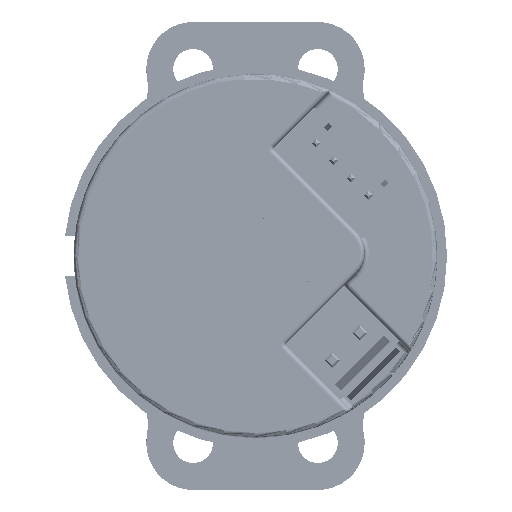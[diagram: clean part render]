
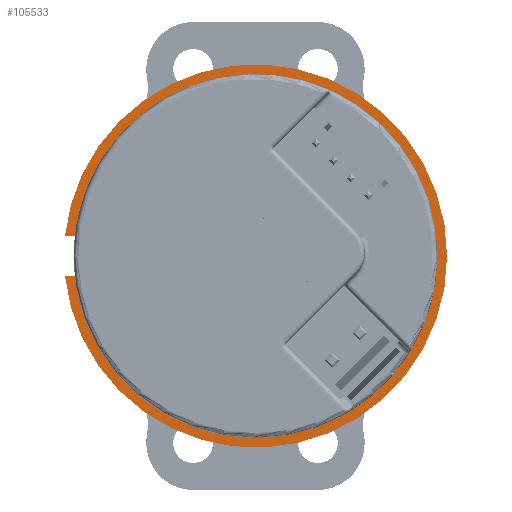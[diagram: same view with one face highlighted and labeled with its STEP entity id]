
A CAD part, front view. The second image highlights one B-rep face of the part: STEP entity #105533.
In plain terms, the highlighted face is planar.
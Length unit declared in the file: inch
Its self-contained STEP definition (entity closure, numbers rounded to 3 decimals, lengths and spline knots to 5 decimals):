
#9654 = VERTEX_POINT ( 'NONE', #129772 ) ;
#10297 = DIRECTION ( 'NONE',  ( 1., 0., 0. ) ) ;
#18124 = LINE ( 'NONE', #140287, #154266 ) ;
#24216 = AXIS2_PLACEMENT_3D ( 'NONE', #30144, #91238, #76166 ) ;
#27784 = CARTESIAN_POINT ( 'NONE',  ( 0.70427, 0.07874, 1.96063 ) ) ;
#30144 = CARTESIAN_POINT ( 'NONE',  ( 0., 0., 1.96063 ) ) ;
#36984 = DIRECTION ( 'NONE',  ( -1., 0., 0. ) ) ;
#38238 = CARTESIAN_POINT ( 'NONE',  ( 0., 0., 1.96063 ) ) ;
#40486 = CARTESIAN_POINT ( 'NONE',  ( -0.76772, 0., 1.96063 ) ) ;
#40733 = VERTEX_POINT ( 'NONE', #164221 ) ;
#44924 = CIRCLE ( 'NONE', #76796, 0.76772 ) ;
#48281 = PLANE ( 'NONE',  #64197 ) ;
#50024 = EDGE_LOOP ( 'NONE', ( #142498, #161383, #146971, #96712, #55073, #192552 ) ) ;
#50053 = DIRECTION ( 'NONE',  ( 0., 0., -1. ) ) ;
#51097 = CARTESIAN_POINT ( 'NONE',  ( 0., 0., 1.96063 ) ) ;
#52005 = CARTESIAN_POINT ( 'NONE',  ( 0., 0., 1.96063 ) ) ;
#52198 = FACE_OUTER_BOUND ( 'NONE', #50024, .T. ) ;
#53046 = CIRCLE ( 'NONE', #168335, 0.76772 ) ;
#55073 = ORIENTED_EDGE ( 'NONE', *, *, #93973, .F. ) ;
#62907 = EDGE_CURVE ( 'NONE', #110205, #159949, #18124, .T. ) ;
#64197 = AXIS2_PLACEMENT_3D ( 'NONE', #113339, #109402, #64244 ) ;
#64244 = DIRECTION ( 'NONE',  ( -1., 0., 0. ) ) ;
#67029 = VERTEX_POINT ( 'NONE', #40486 ) ;
#74290 = CARTESIAN_POINT ( 'NONE',  ( 0.76367, 0.07874, 1.96063 ) ) ;
#76166 = DIRECTION ( 'NONE',  ( -1., 0., 0. ) ) ;
#76796 = AXIS2_PLACEMENT_3D ( 'NONE', #38238, #99346, #125525 ) ;
#91238 = DIRECTION ( 'NONE',  ( 0., 0., -1. ) ) ;
#93973 = EDGE_CURVE ( 'NONE', #96248, #67029, #53046, .T. ) ;
#96248 = VERTEX_POINT ( 'NONE', #121149 ) ;
#96712 = ORIENTED_EDGE ( 'NONE', *, *, #104673, .F. ) ;
#99346 = DIRECTION ( 'NONE',  ( 0., 0., -1. ) ) ;
#99441 = CARTESIAN_POINT ( 'NONE',  ( 0.70427, -0.07874, 1.96063 ) ) ;
#101009 = CIRCLE ( 'NONE', #24216, 0.70866 ) ;
#101399 = LINE ( 'NONE', #99441, #195611 ) ;
#104673 = EDGE_CURVE ( 'NONE', #67029, #110205, #44924, .T. ) ;
#105533 = ADVANCED_FACE ( 'NONE', ( #52198 ), #48281, .F. ) ;
#106964 = EDGE_CURVE ( 'NONE', #40733, #159949, #128594, .T. ) ;
#108259 = DIRECTION ( 'NONE',  ( -1., 0., 0. ) ) ;
#109402 = DIRECTION ( 'NONE',  ( 0., 0., -1. ) ) ;
#110205 = VERTEX_POINT ( 'NONE', #74290 ) ;
#113339 = CARTESIAN_POINT ( 'NONE',  ( 0.76772, 0., 1.96063 ) ) ;
#121149 = CARTESIAN_POINT ( 'NONE',  ( 0.76367, -0.07874, 1.96063 ) ) ;
#125525 = DIRECTION ( 'NONE',  ( -1., 0., 0. ) ) ;
#128594 = CIRCLE ( 'NONE', #195648, 0.70866 ) ;
#129772 = CARTESIAN_POINT ( 'NONE',  ( 0.70427, -0.07874, 1.96063 ) ) ;
#137948 = EDGE_CURVE ( 'NONE', #9654, #40733, #101009, .T. ) ;
#139300 = DIRECTION ( 'NONE',  ( -1., 0., 0. ) ) ;
#140287 = CARTESIAN_POINT ( 'NONE',  ( 0.70427, 0.07874, 1.96063 ) ) ;
#142498 = ORIENTED_EDGE ( 'NONE', *, *, #137948, .T. ) ;
#146971 = ORIENTED_EDGE ( 'NONE', *, *, #62907, .F. ) ;
#154266 = VECTOR ( 'NONE', #108259, 39.37008 ) ;
#159949 = VERTEX_POINT ( 'NONE', #27784 ) ;
#161383 = ORIENTED_EDGE ( 'NONE', *, *, #106964, .T. ) ;
#164221 = CARTESIAN_POINT ( 'NONE',  ( -0.70866, 0., 1.96063 ) ) ;
#165516 = EDGE_CURVE ( 'NONE', #9654, #96248, #101399, .T. ) ;
#168335 = AXIS2_PLACEMENT_3D ( 'NONE', #51097, #173296, #139300 ) ;
#173296 = DIRECTION ( 'NONE',  ( 0., 0., -1. ) ) ;
#192552 = ORIENTED_EDGE ( 'NONE', *, *, #165516, .F. ) ;
#195611 = VECTOR ( 'NONE', #10297, 39.37008 ) ;
#195648 = AXIS2_PLACEMENT_3D ( 'NONE', #52005, #50053, #36984 ) ;
